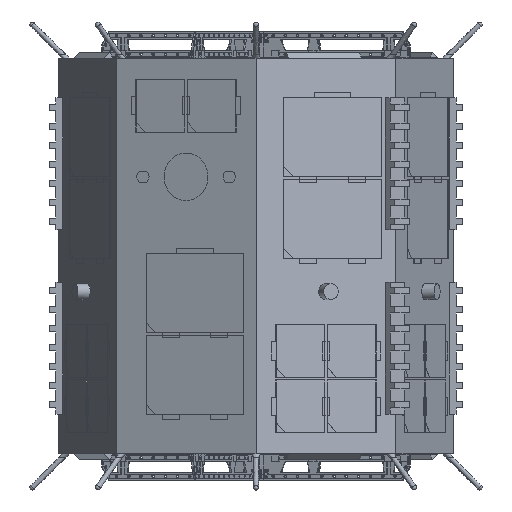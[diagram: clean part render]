
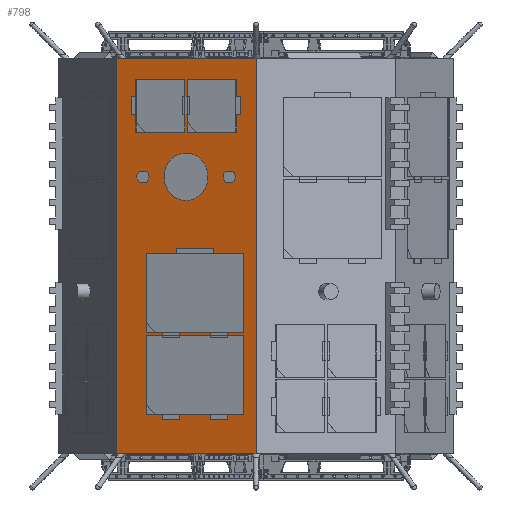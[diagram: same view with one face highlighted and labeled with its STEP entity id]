
A CAD part, left-side view. The second image highlights one B-rep face of the part: STEP entity #798.
In plain terms, the highlighted free-form (B-spline) face has degree [1, 1] with [2, 2] control points.
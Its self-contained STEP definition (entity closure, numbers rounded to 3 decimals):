
#21 = EDGE_CURVE('',#22,#24,#26,.T.);
#22 = VERTEX_POINT('',#23);
#23 = CARTESIAN_POINT('',(-59.229,42.498,
    105.517));
#24 = VERTEX_POINT('',#25);
#25 = CARTESIAN_POINT('',(-58.053,45.338,105.517
    ));
#26 = B_SPLINE_CURVE_WITH_KNOTS('',1,(#27,#28),.UNSPECIFIED.,.F.,.F.,(2,
    2),(-7.75,-4.75),.PIECEWISE_BEZIER_KNOTS.);
#27 = CARTESIAN_POINT('',(-59.229,42.498,
    105.517));
#28 = CARTESIAN_POINT('',(-58.053,45.338,105.517
    ));
#60 = VERTEX_POINT('',#61);
#61 = CARTESIAN_POINT('',(-58.053,45.338,109.615
    ));
#73 = EDGE_CURVE('',#24,#60,#74,.T.);
#74 = ( BOUNDED_CURVE() B_SPLINE_CURVE(2,(#75,#76,#77),.UNSPECIFIED.,.F.
,.F.) B_SPLINE_CURVE_WITH_KNOTS((3,3),(5.356,7.21),
.PIECEWISE_BEZIER_KNOTS.) CURVE() GEOMETRIC_REPRESENTATION_ITEM() 
RATIONAL_B_SPLINE_CURVE((1.,0.6,1.)) REPRESENTATION_ITEM('') );
#75 = CARTESIAN_POINT('',(-58.053,45.338,105.517
    ));
#76 = CARTESIAN_POINT('',(-57.008,47.861,
    107.566));
#77 = CARTESIAN_POINT('',(-58.053,45.338,109.615
    ));
#112 = EDGE_CURVE('',#60,#113,#115,.T.);
#113 = VERTEX_POINT('',#114);
#114 = CARTESIAN_POINT('',(-59.229,42.498,
    109.615));
#115 = B_SPLINE_CURVE_WITH_KNOTS('',1,(#116,#117),.UNSPECIFIED.,.F.,.F.,
  (2,2),(3.25,6.25),.PIECEWISE_BEZIER_KNOTS.);
#116 = CARTESIAN_POINT('',(-58.053,45.338,
    109.615));
#117 = CARTESIAN_POINT('',(-59.229,42.498,
    109.615));
#137 = EDGE_CURVE('',#113,#22,#138,.T.);
#138 = ( BOUNDED_CURVE() B_SPLINE_CURVE(2,(#139,#140,#141),
.UNSPECIFIED.,.F.,.F.) B_SPLINE_CURVE_WITH_KNOTS((3,3),(2.214,
4.069),.PIECEWISE_BEZIER_KNOTS.) CURVE() 
GEOMETRIC_REPRESENTATION_ITEM() RATIONAL_B_SPLINE_CURVE((1.,0.6,1.)) 
REPRESENTATION_ITEM('') );
#139 = CARTESIAN_POINT('',(-59.229,42.498,
    109.615));
#140 = CARTESIAN_POINT('',(-60.275,39.974,
    107.566));
#141 = CARTESIAN_POINT('',(-59.229,42.498,
    105.517));
#153 = EDGE_CURVE('',#154,#156,#158,.T.);
#154 = VERTEX_POINT('',#155);
#155 = CARTESIAN_POINT('',(-73.108,8.991,
    105.517));
#156 = VERTEX_POINT('',#157);
#157 = CARTESIAN_POINT('',(-71.932,11.831,
    105.517));
#158 = B_SPLINE_CURVE_WITH_KNOTS('',1,(#159,#160),.UNSPECIFIED.,.F.,.F.,
  (2,2),(-25.451,-22.451),.PIECEWISE_BEZIER_KNOTS.);
#159 = CARTESIAN_POINT('',(-73.108,8.991,
    105.517));
#160 = CARTESIAN_POINT('',(-71.932,11.831,
    105.517));
#192 = VERTEX_POINT('',#193);
#193 = CARTESIAN_POINT('',(-71.932,11.831,
    109.615));
#205 = EDGE_CURVE('',#156,#192,#206,.T.);
#206 = ( BOUNDED_CURVE() B_SPLINE_CURVE(2,(#207,#208,#209),
.UNSPECIFIED.,.F.,.F.) B_SPLINE_CURVE_WITH_KNOTS((3,3),(5.356,
7.21),.PIECEWISE_BEZIER_KNOTS.) CURVE() 
GEOMETRIC_REPRESENTATION_ITEM() RATIONAL_B_SPLINE_CURVE((1.,0.6,1.)) 
REPRESENTATION_ITEM('') );
#207 = CARTESIAN_POINT('',(-71.932,11.831,
    105.517));
#208 = CARTESIAN_POINT('',(-70.887,14.355,
    107.566));
#209 = CARTESIAN_POINT('',(-71.932,11.831,
    109.615));
#244 = EDGE_CURVE('',#192,#245,#247,.T.);
#245 = VERTEX_POINT('',#246);
#246 = CARTESIAN_POINT('',(-73.108,8.991,
    109.615));
#247 = B_SPLINE_CURVE_WITH_KNOTS('',1,(#248,#249),.UNSPECIFIED.,.F.,.F.,
  (2,2),(20.951,23.951),.PIECEWISE_BEZIER_KNOTS.);
#248 = CARTESIAN_POINT('',(-71.932,11.831,
    109.615));
#249 = CARTESIAN_POINT('',(-73.108,8.991,
    109.615));
#269 = EDGE_CURVE('',#245,#154,#270,.T.);
#270 = ( BOUNDED_CURVE() B_SPLINE_CURVE(2,(#271,#272,#273),
.UNSPECIFIED.,.F.,.F.) B_SPLINE_CURVE_WITH_KNOTS((3,3),(2.214,
4.069),.PIECEWISE_BEZIER_KNOTS.) CURVE() 
GEOMETRIC_REPRESENTATION_ITEM() RATIONAL_B_SPLINE_CURVE((1.,0.6,1.)) 
REPRESENTATION_ITEM('') );
#271 = CARTESIAN_POINT('',(-73.108,8.991,
    109.615));
#272 = CARTESIAN_POINT('',(-74.154,6.467,
    107.566));
#273 = CARTESIAN_POINT('',(-73.108,8.991,
    105.517));
#750 = VERTEX_POINT('',#751);
#751 = CARTESIAN_POINT('',(-69.109,18.646,
    107.566));
#756 = EDGE_CURVE('',#750,#750,#757,.T.);
#757 = ( BOUNDED_CURVE() B_SPLINE_CURVE(2,(#758,#759,#760,#761,#762,#763
,#764),.UNSPECIFIED.,.T.,.F.) B_SPLINE_CURVE_WITH_KNOTS((3,2,2,3),(
    3.142,5.236,7.33,9.425),
.PIECEWISE_BEZIER_KNOTS.) CURVE() GEOMETRIC_REPRESENTATION_ITEM() 
RATIONAL_B_SPLINE_CURVE((1.,0.5,1.,0.5,1.,0.5,1.)) REPRESENTATION_ITEM(
  '') );
#758 = CARTESIAN_POINT('',(-69.109,18.646,
    107.566));
#759 = CARTESIAN_POINT('',(-69.109,18.646,
    91.596));
#760 = CARTESIAN_POINT('',(-63.817,31.423,
    99.581));
#761 = CARTESIAN_POINT('',(-58.524,44.201,
    107.566));
#762 = CARTESIAN_POINT('',(-63.817,31.423,
    115.55));
#763 = CARTESIAN_POINT('',(-69.109,18.646,
    123.535));
#764 = CARTESIAN_POINT('',(-69.109,18.646,
    107.566));
#798 = ADVANCED_FACE('',(#799,#829,#835,#841),#844,.T.);
#799 = FACE_BOUND('',#800,.T.);
#800 = EDGE_LOOP('',(#801,#810,#817,#824));
#801 = ORIENTED_EDGE('',*,*,#802,.T.);
#802 = EDGE_CURVE('',#803,#805,#807,.T.);
#803 = VERTEX_POINT('',#804);
#804 = CARTESIAN_POINT('',(-54.329,54.329,0.));
#805 = VERTEX_POINT('',#806);
#806 = CARTESIAN_POINT('',(-76.833,0.,0.));
#807 = B_SPLINE_CURVE_WITH_KNOTS('',1,(#808,#809),.UNSPECIFIED.,.F.,.F.,
  (2,2),(0.,57.403),.PIECEWISE_BEZIER_KNOTS.);
#808 = CARTESIAN_POINT('',(-54.329,54.329,0.));
#809 = CARTESIAN_POINT('',(-76.833,0.,0.));
#810 = ORIENTED_EDGE('',*,*,#811,.T.);
#811 = EDGE_CURVE('',#805,#812,#814,.T.);
#812 = VERTEX_POINT('',#813);
#813 = CARTESIAN_POINT('',(-76.833,0.,153.665));
#814 = B_SPLINE_CURVE_WITH_KNOTS('',1,(#815,#816),.UNSPECIFIED.,.F.,.F.,
  (2,2),(0.,150.),.PIECEWISE_BEZIER_KNOTS.);
#815 = CARTESIAN_POINT('',(-76.833,0.,0.));
#816 = CARTESIAN_POINT('',(-76.833,0.,153.665));
#817 = ORIENTED_EDGE('',*,*,#818,.F.);
#818 = EDGE_CURVE('',#819,#812,#821,.T.);
#819 = VERTEX_POINT('',#820);
#820 = CARTESIAN_POINT('',(-54.329,54.329,153.665
    ));
#821 = B_SPLINE_CURVE_WITH_KNOTS('',1,(#822,#823),.UNSPECIFIED.,.F.,.F.,
  (2,2),(0.,57.403),.PIECEWISE_BEZIER_KNOTS.);
#822 = CARTESIAN_POINT('',(-54.329,54.329,153.665
    ));
#823 = CARTESIAN_POINT('',(-76.833,0.,
    153.665));
#824 = ORIENTED_EDGE('',*,*,#825,.F.);
#825 = EDGE_CURVE('',#803,#819,#826,.T.);
#826 = B_SPLINE_CURVE_WITH_KNOTS('',1,(#827,#828),.UNSPECIFIED.,.F.,.F.,
  (2,2),(0.,150.),.PIECEWISE_BEZIER_KNOTS.);
#827 = CARTESIAN_POINT('',(-54.329,54.329,0.));
#828 = CARTESIAN_POINT('',(-54.329,54.329,153.665
    ));
#829 = FACE_BOUND('',#830,.T.);
#830 = EDGE_LOOP('',(#831,#832,#833,#834));
#831 = ORIENTED_EDGE('',*,*,#112,.T.);
#832 = ORIENTED_EDGE('',*,*,#137,.T.);
#833 = ORIENTED_EDGE('',*,*,#21,.T.);
#834 = ORIENTED_EDGE('',*,*,#73,.T.);
#835 = FACE_BOUND('',#836,.T.);
#836 = EDGE_LOOP('',(#837,#838,#839,#840));
#837 = ORIENTED_EDGE('',*,*,#244,.T.);
#838 = ORIENTED_EDGE('',*,*,#269,.T.);
#839 = ORIENTED_EDGE('',*,*,#153,.T.);
#840 = ORIENTED_EDGE('',*,*,#205,.T.);
#841 = FACE_BOUND('',#842,.T.);
#842 = EDGE_LOOP('',(#843));
#843 = ORIENTED_EDGE('',*,*,#756,.T.);
#844 = B_SPLINE_SURFACE_WITH_KNOTS('',1,1,(
    (#845,#846)
    ,(#847,#848
    )),.UNSPECIFIED.,.F.,.F.,.F.,(2,2),(2,2),(0.,57.403),(0.,
    150.),.PIECEWISE_BEZIER_KNOTS.);
#845 = CARTESIAN_POINT('',(-54.329,54.329,0.));
#846 = CARTESIAN_POINT('',(-54.329,54.329,153.665
    ));
#847 = CARTESIAN_POINT('',(-76.833,0.,0.));
#848 = CARTESIAN_POINT('',(-76.833,0.,
    153.665));
